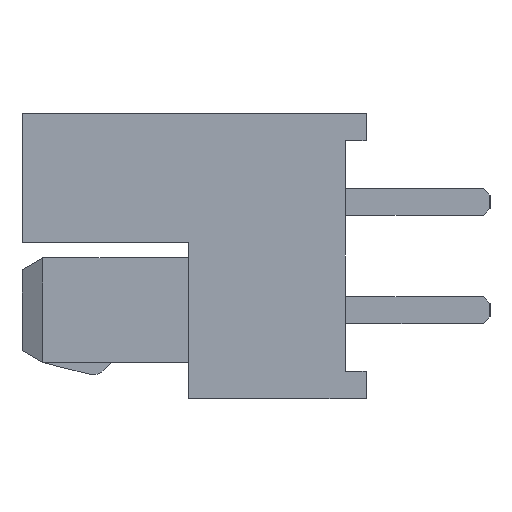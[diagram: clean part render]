
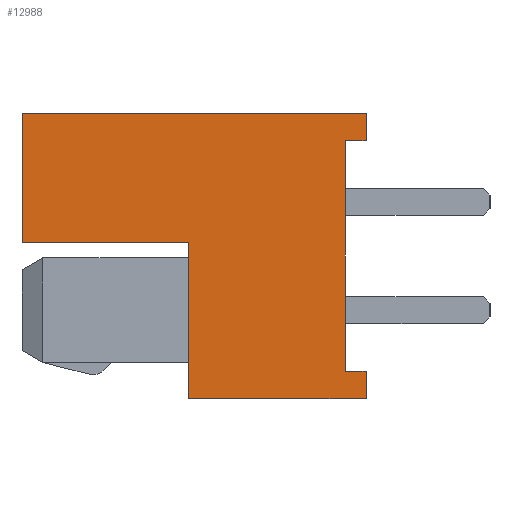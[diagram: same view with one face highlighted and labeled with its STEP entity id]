
A CAD part, left-side view. The second image highlights one B-rep face of the part: STEP entity #12988.
In plain terms, the highlighted planar face has unit normal (-1, 0, 0).
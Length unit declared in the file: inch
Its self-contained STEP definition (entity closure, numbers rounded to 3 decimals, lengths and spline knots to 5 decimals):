
#422=ORIENTED_EDGE('',*,*,#4238,.F.);
#423=ORIENTED_EDGE('',*,*,#4239,.F.);
#424=ORIENTED_EDGE('',*,*,#3982,.F.);
#425=ORIENTED_EDGE('',*,*,#3880,.F.);
#426=ORIENTED_EDGE('',*,*,#3910,.F.);
#427=ORIENTED_EDGE('',*,*,#4143,.T.);
#428=ORIENTED_EDGE('',*,*,#4141,.T.);
#429=ORIENTED_EDGE('',*,*,#4229,.T.);
#430=ORIENTED_EDGE('',*,*,#4227,.F.);
#431=ORIENTED_EDGE('',*,*,#4240,.F.);
#3880=EDGE_CURVE('',#5802,#5803,#7042,.T.);
#3910=EDGE_CURVE('',#5829,#5802,#7072,.T.);
#3982=EDGE_CURVE('',#5803,#5898,#7144,.T.);
#4141=EDGE_CURVE('',#6041,#6051,#7303,.T.);
#4143=EDGE_CURVE('',#5829,#6041,#7305,.T.);
#4227=EDGE_CURVE('',#6125,#6123,#7389,.T.);
#4229=EDGE_CURVE('',#6051,#6123,#7391,.T.);
#4238=EDGE_CURVE('',#6132,#6133,#7400,.T.);
#4239=EDGE_CURVE('',#5898,#6132,#7401,.T.);
#4240=EDGE_CURVE('',#6133,#6125,#7402,.T.);
#5802=VERTEX_POINT('',#17557);
#5803=VERTEX_POINT('',#17559);
#5829=VERTEX_POINT('',#17620);
#5898=VERTEX_POINT('',#17764);
#6041=VERTEX_POINT('',#18056);
#6051=VERTEX_POINT('',#18076);
#6123=VERTEX_POINT('',#18240);
#6125=VERTEX_POINT('',#18244);
#6132=VERTEX_POINT('',#18267);
#6133=VERTEX_POINT('',#18268);
#7042=LINE('',#17558,#8962);
#7072=LINE('',#17621,#8992);
#7144=LINE('',#17763,#9064);
#7303=LINE('',#18077,#9223);
#7305=LINE('',#18080,#9225);
#7389=LINE('',#18245,#9309);
#7391=LINE('',#18248,#9311);
#7400=LINE('',#18266,#9320);
#7401=LINE('',#18269,#9321);
#7402=LINE('',#18270,#9322);
#8962=VECTOR('',#14315,39.37008);
#8992=VECTOR('',#14357,39.37008);
#9064=VECTOR('',#14433,39.37008);
#9223=VECTOR('',#14594,39.37008);
#9225=VECTOR('',#14598,39.37008);
#9309=VECTOR('',#14696,39.37008);
#9311=VECTOR('',#14700,39.37008);
#9320=VECTOR('',#14715,39.37008);
#9321=VECTOR('',#14716,39.37008);
#9322=VECTOR('',#14717,39.37008);
#10961=EDGE_LOOP('',(#422,#423,#424,#425,#426,#427,#428,#429,#430,#431));
#11677=FACE_BOUND('',#10961,.T.);
#12333=PLANE('',#13670);
#12988=ADVANCED_FACE('',(#11677),#12333,.F.);
#13670=AXIS2_PLACEMENT_3D('',#18265,#14713,#14714);
#14315=DIRECTION('',(0.,1.,0.));
#14357=DIRECTION('',(0.,0.,-1.));
#14433=DIRECTION('',(0.,0.,1.));
#14594=DIRECTION('',(0.,0.,1.));
#14598=DIRECTION('',(0.,1.,0.));
#14696=DIRECTION('',(0.,0.,-1.));
#14700=DIRECTION('',(0.,-1.,0.));
#14713=DIRECTION('',(1.,0.,0.));
#14714=DIRECTION('',(0.,0.,-1.));
#14715=DIRECTION('',(0.,0.,1.));
#14716=DIRECTION('',(0.,1.,0.));
#14717=DIRECTION('',(0.,-1.,0.));
#17557=CARTESIAN_POINT('',(-0.62115,0.,-0.10375));
#17558=CARTESIAN_POINT('',(-0.62115,0.,-0.10375));
#17559=CARTESIAN_POINT('',(-0.62115,0.129,-0.10375));
#17620=CARTESIAN_POINT('',(-0.62115,0.,-0.08375));
#17621=CARTESIAN_POINT('',(-0.62115,0.,0.10375));
#17763=CARTESIAN_POINT('',(-0.62115,0.129,-0.12465));
#17764=CARTESIAN_POINT('',(-0.62115,0.129,0.01));
#18056=CARTESIAN_POINT('',(-0.62115,0.015,-0.08375));
#18076=CARTESIAN_POINT('',(-0.62115,0.015,0.08375));
#18077=CARTESIAN_POINT('',(-0.62115,0.015,-0.08375));
#18080=CARTESIAN_POINT('',(-0.62115,0.,-0.08375));
#18240=CARTESIAN_POINT('',(-0.62115,0.,0.08375));
#18244=CARTESIAN_POINT('',(-0.62115,0.,0.10375));
#18245=CARTESIAN_POINT('',(-0.62115,0.,0.10375));
#18248=CARTESIAN_POINT('',(-0.62115,0.015,0.08375));
#18265=CARTESIAN_POINT('',(-0.62115,0.,0.));
#18266=CARTESIAN_POINT('',(-0.62115,0.25,-0.10375));
#18267=CARTESIAN_POINT('',(-0.62115,0.25,0.01));
#18268=CARTESIAN_POINT('',(-0.62115,0.25,0.10375));
#18269=CARTESIAN_POINT('',(-0.62115,0.129,0.01));
#18270=CARTESIAN_POINT('',(-0.62115,0.25,0.10375));
